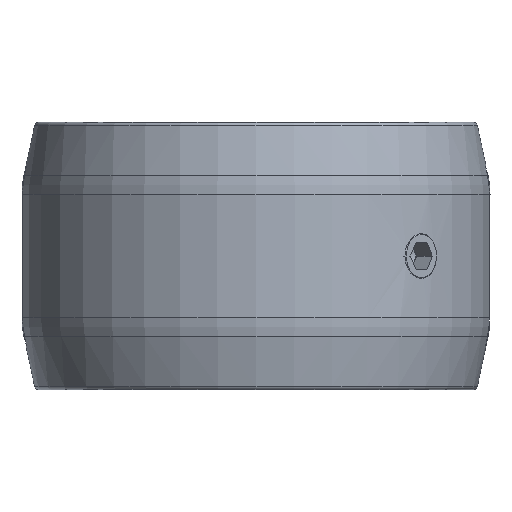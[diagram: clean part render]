
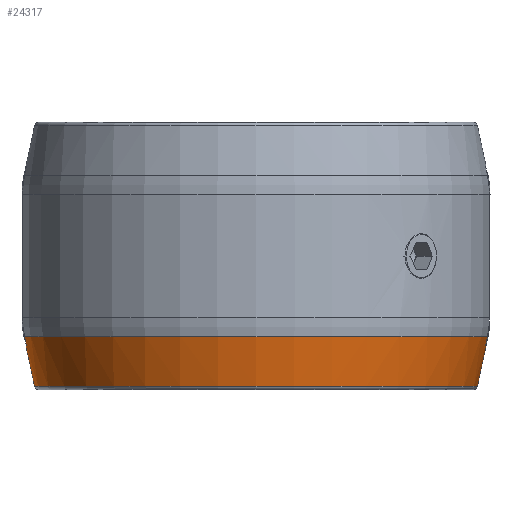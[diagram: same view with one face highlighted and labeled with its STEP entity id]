
A CAD part, front view. The second image highlights one B-rep face of the part: STEP entity #24317.
In plain terms, the highlighted conical face has half-angle 12.095 degrees and reference radius 26.25 mm.
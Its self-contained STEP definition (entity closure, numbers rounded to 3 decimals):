
#530 = CARTESIAN_POINT ( 'NONE',  ( -25.744, -2., -10. ) ) ;
#615 = CARTESIAN_POINT ( 'NONE',  ( -25.813, -2., -9.679 ) ) ;
#1453 = CARTESIAN_POINT ( 'NONE',  ( -25.951, -2., -9.036 ) ) ;
#1574 = CARTESIAN_POINT ( 'NONE',  ( -24.835, 0., -14.605 ) ) ;
#1944 = VERTEX_POINT ( 'NONE', #14978 ) ;
#2037 = ORIENTED_EDGE ( 'NONE', *, *, #16654, .F. ) ;
#2313 = EDGE_CURVE ( 'NONE', #16052, #9636, #7480, .T. ) ;
#2331 = DIRECTION ( 'NONE',  ( 1., 0., 0. ) ) ;
#2381 = CARTESIAN_POINT ( 'NONE',  ( 25.744, -2., -10. ) ) ;
#2426 = ORIENTED_EDGE ( 'NONE', *, *, #18996, .F. ) ;
#2853 = CARTESIAN_POINT ( 'NONE',  ( 25.795, 0., -10.125 ) ) ;
#3061 = CARTESIAN_POINT ( 'NONE',  ( -25.795, 0., -10.125 ) ) ;
#3114 = AXIS2_PLACEMENT_3D ( 'NONE', #6539, #6866, #23705 ) ;
#3785 = DIRECTION ( 'NONE',  ( 1., 0., 0. ) ) ;
#4374 = EDGE_LOOP ( 'NONE', ( #8416, #12658, #22220, #2037, #13939, #14598, #2426, #19170 ) ) ;
#5589 = CARTESIAN_POINT ( 'NONE',  ( 25.744, -2., -10. ) ) ;
#5817 = CARTESIAN_POINT ( 'NONE',  ( 0., 0., -14.605 ) ) ;
#6032 = CARTESIAN_POINT ( 'NONE',  ( 24.835, 0., -14.605 ) ) ;
#6140 = CARTESIAN_POINT ( 'NONE',  ( -25.804, -0.667, -10.083 ) ) ;
#6212 = VECTOR ( 'NONE', #10964, 1000. ) ;
#6429 = EDGE_CURVE ( 'NONE', #9636, #15888, #16053, .T. ) ;
#6539 = CARTESIAN_POINT ( 'NONE',  ( 0., 0., -8. ) ) ;
#6866 = DIRECTION ( 'NONE',  ( 0., 0., 1. ) ) ;
#7097 = CARTESIAN_POINT ( 'NONE',  ( -26.25, 0., -8. ) ) ;
#7480 = CIRCLE ( 'NONE', #8747, 24.835 ) ;
#7798 = DIRECTION ( 'NONE',  ( 0., 0., 1. ) ) ;
#8116 = CARTESIAN_POINT ( 'NONE',  ( -25.744, -2., -10. ) ) ;
#8416 = ORIENTED_EDGE ( 'NONE', *, *, #9941, .F. ) ;
#8747 = AXIS2_PLACEMENT_3D ( 'NONE', #5817, #7798, #2331 ) ;
#8867 = VERTEX_POINT ( 'NONE', #9962 ) ;
#9138 = CONICAL_SURFACE ( 'NONE', #3114, 26.25, 0.211 ) ;
#9328 =( BOUNDED_CURVE ( )  B_SPLINE_CURVE ( 3, ( #17521, #6140, #23559, #8116 ),
 .UNSPECIFIED., .F., .F. ) 
 B_SPLINE_CURVE_WITH_KNOTS ( ( 4, 4 ),
 ( 4.699, 4.777 ),
 .UNSPECIFIED. ) 
 CURVE ( )  GEOMETRIC_REPRESENTATION_ITEM ( )  RATIONAL_B_SPLINE_CURVE ( ( 1., 0.999, 0.999, 1. ) ) 
 REPRESENTATION_ITEM ( '' )  );
#9426 = CARTESIAN_POINT ( 'NONE',  ( 25.951, -2., -9.036 ) ) ;
#9494 = CARTESIAN_POINT ( 'NONE',  ( 0., 0., -9.036 ) ) ;
#9636 = VERTEX_POINT ( 'NONE', #6032 ) ;
#9941 = EDGE_CURVE ( 'NONE', #16052, #14077, #13244, .T. ) ;
#9962 = CARTESIAN_POINT ( 'NONE',  ( -25.744, -2., -10. ) ) ;
#10957 = VERTEX_POINT ( 'NONE', #1453 ) ;
#10964 = DIRECTION ( 'NONE',  ( 0.21, 0., 0.978 ) ) ;
#12066 = CARTESIAN_POINT ( 'NONE',  ( -25.882, -2., -9.357 ) ) ;
#12257 = B_SPLINE_CURVE_WITH_KNOTS ( 'NONE', 3,
 ( #530, #615, #12066, #19962 ),
 .UNSPECIFIED., .F., .F.,
 ( 4, 4 ),
 ( 0.043, 0.044 ),
 .UNSPECIFIED. ) ;
#12636 = EDGE_CURVE ( 'NONE', #16459, #10957, #19238, .T. ) ;
#12658 = ORIENTED_EDGE ( 'NONE', *, *, #2313, .T. ) ;
#12666 = VECTOR ( 'NONE', #14489, 1000. ) ;
#13244 = LINE ( 'NONE', #7097, #12666 ) ;
#13939 = ORIENTED_EDGE ( 'NONE', *, *, #17455, .F. ) ;
#14077 = VERTEX_POINT ( 'NONE', #3061 ) ;
#14381 =( BOUNDED_CURVE ( )  B_SPLINE_CURVE ( 3, ( #2381, #17504, #19642, #17905 ),
 .UNSPECIFIED., .F., .F. ) 
 B_SPLINE_CURVE_WITH_KNOTS ( ( 4, 4 ),
 ( 1.507, 1.584 ),
 .UNSPECIFIED. ) 
 CURVE ( )  GEOMETRIC_REPRESENTATION_ITEM ( )  RATIONAL_B_SPLINE_CURVE ( ( 1., 0.999, 0.999, 1. ) ) 
 REPRESENTATION_ITEM ( '' )  );
#14489 = DIRECTION ( 'NONE',  ( -0.21, 0., 0.978 ) ) ;
#14598 = ORIENTED_EDGE ( 'NONE', *, *, #12636, .T. ) ;
#14640 = CARTESIAN_POINT ( 'NONE',  ( 26.25, 0., -8. ) ) ;
#14731 = CARTESIAN_POINT ( 'NONE',  ( 25.813, -2., -9.679 ) ) ;
#14978 = CARTESIAN_POINT ( 'NONE',  ( 25.744, -2., -10. ) ) ;
#15166 = DIRECTION ( 'NONE',  ( 0., 0., -1. ) ) ;
#15888 = VERTEX_POINT ( 'NONE', #2853 ) ;
#16052 = VERTEX_POINT ( 'NONE', #1574 ) ;
#16053 = LINE ( 'NONE', #14640, #6212 ) ;
#16459 = VERTEX_POINT ( 'NONE', #9426 ) ;
#16654 = EDGE_CURVE ( 'NONE', #1944, #15888, #14381, .T. ) ;
#17286 = AXIS2_PLACEMENT_3D ( 'NONE', #9494, #15166, #3785 ) ;
#17455 = EDGE_CURVE ( 'NONE', #16459, #1944, #19568, .T. ) ;
#17482 = FACE_OUTER_BOUND ( 'NONE', #4374, .T. ) ;
#17504 = CARTESIAN_POINT ( 'NONE',  ( 25.787, -1.334, -10.042 ) ) ;
#17521 = CARTESIAN_POINT ( 'NONE',  ( -25.795, 0., -10.125 ) ) ;
#17905 = CARTESIAN_POINT ( 'NONE',  ( 25.795, 0., -10.125 ) ) ;
#18996 = EDGE_CURVE ( 'NONE', #8867, #10957, #12257, .T. ) ;
#19170 = ORIENTED_EDGE ( 'NONE', *, *, #20768, .F. ) ;
#19238 = CIRCLE ( 'NONE', #17286, 26.028 ) ;
#19568 = B_SPLINE_CURVE_WITH_KNOTS ( 'NONE', 3,
 ( #22685, #24163, #14731, #5589 ),
 .UNSPECIFIED., .F., .F.,
 ( 4, 4 ),
 ( 0.041, 0.042 ),
 .UNSPECIFIED. ) ;
#19642 = CARTESIAN_POINT ( 'NONE',  ( 25.804, -0.667, -10.083 ) ) ;
#19962 = CARTESIAN_POINT ( 'NONE',  ( -25.951, -2., -9.036 ) ) ;
#20768 = EDGE_CURVE ( 'NONE', #14077, #8867, #9328, .T. ) ;
#22220 = ORIENTED_EDGE ( 'NONE', *, *, #6429, .T. ) ;
#22685 = CARTESIAN_POINT ( 'NONE',  ( 25.951, -2., -9.036 ) ) ;
#23559 = CARTESIAN_POINT ( 'NONE',  ( -25.787, -1.334, -10.042 ) ) ;
#23705 = DIRECTION ( 'NONE',  ( 1., 0., 0. ) ) ;
#24163 = CARTESIAN_POINT ( 'NONE',  ( 25.882, -2., -9.357 ) ) ;
#24317 = ADVANCED_FACE ( 'NONE', ( #17482 ), #9138, .T. ) ;
